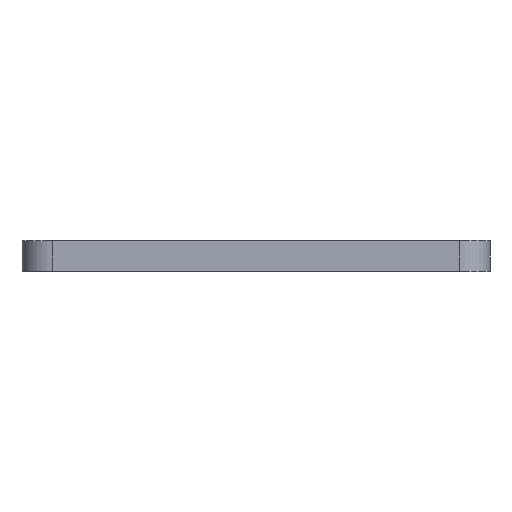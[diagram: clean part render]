
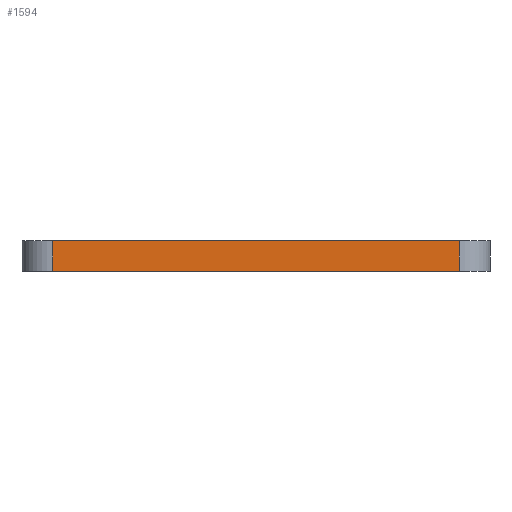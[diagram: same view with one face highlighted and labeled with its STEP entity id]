
A CAD part, left-side view. The second image highlights one B-rep face of the part: STEP entity #1594.
In plain terms, the highlighted planar face has unit normal (-1, 0, 0).
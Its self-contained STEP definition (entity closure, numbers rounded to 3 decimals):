
#52=PLANE('',#1767);
#106=FACE_OUTER_BOUND('',#209,.T.);
#209=EDGE_LOOP('',(#1312,#1313,#1314,#1315));
#267=LINE('',#2327,#426);
#311=LINE('',#2489,#470);
#368=LINE('',#2669,#527);
#370=LINE('',#2672,#529);
#426=VECTOR('',#1849,10.);
#470=VECTOR('',#1975,10.);
#527=VECTOR('',#2138,10.);
#529=VECTOR('',#2142,10.);
#667=VERTEX_POINT('',#2323);
#669=VERTEX_POINT('',#2326);
#745=VERTEX_POINT('',#2486);
#746=VERTEX_POINT('',#2488);
#828=EDGE_CURVE('',#669,#667,#267,.T.);
#909=EDGE_CURVE('',#746,#745,#311,.T.);
#1000=EDGE_CURVE('',#746,#667,#368,.T.);
#1002=EDGE_CURVE('',#669,#745,#370,.T.);
#1312=ORIENTED_EDGE('',*,*,#1000,.F.);
#1313=ORIENTED_EDGE('',*,*,#909,.T.);
#1314=ORIENTED_EDGE('',*,*,#1002,.F.);
#1315=ORIENTED_EDGE('',*,*,#828,.T.);
#1594=ADVANCED_FACE('',(#106),#52,.T.);
#1767=AXIS2_PLACEMENT_3D('',#2671,#2140,#2141);
#1849=DIRECTION('',(0.,1.,0.));
#1975=DIRECTION('',(0.,-1.,0.));
#2138=DIRECTION('',(0.,0.,1.));
#2140=DIRECTION('center_axis',(-1.,0.,0.));
#2141=DIRECTION('ref_axis',(0.,0.,1.));
#2142=DIRECTION('',(0.,0.,-1.));
#2323=CARTESIAN_POINT('',(117.,-115.,-2.9));
#2326=CARTESIAN_POINT('',(117.,-155.,-2.9));
#2327=CARTESIAN_POINT('',(117.,-159.09,-2.9));
#2486=CARTESIAN_POINT('',(117.,-155.,-5.9));
#2488=CARTESIAN_POINT('',(117.,-115.,-5.9));
#2489=CARTESIAN_POINT('',(117.,-159.09,-5.9));
#2669=CARTESIAN_POINT('',(117.,-115.,-5.15));
#2671=CARTESIAN_POINT('Origin',(117.,-159.09,-5.9));
#2672=CARTESIAN_POINT('',(117.,-155.,-5.15));
